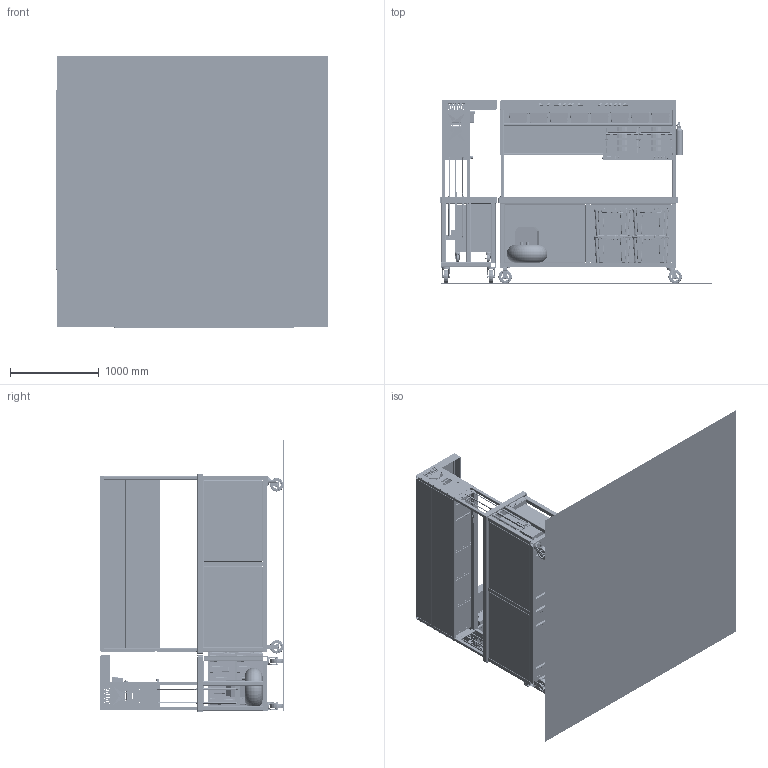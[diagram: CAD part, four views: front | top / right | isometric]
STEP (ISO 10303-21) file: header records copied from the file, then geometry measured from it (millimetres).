
FILE_DESCRIPTION(/* description */ ('SUPER PIT'),/* implementation_level */ '2;1');
FILE_NAME(/* name */ '5460-PIT-V2-A00-FINAL.stp',/* time_stamp */ '2018-05-12T16:27:18-04:00',/* author */ ('OWNER'),/* organization */ (''),/* preprocessor_version */ 'ST-DEVELOPER v16.5',/* originating_system */ 'Autodesk Inventor 2017',/* authorisation */ '');
FILE_SCHEMA (('AUTOMOTIVE_DESIGN { 1 0 10303 214 3 1 1 }'));
Products named in the file (147): 5460-PIT-V2-A00; PIT FLOOR; 5460-PIT-V2-A03; 5460-PIT-V2-A02; 5460-PIT-V2-D02; 5460-PIT-V2-F02; Skeleton0001; AISC HSS - (1 1/2x1 1/2x1/8) - 53.25; AISC HSS - (1 1/2x1 1/2x1/8) - 53.25_1; AISC HSS - (1 1/2x1 1/2x1/8) - 23.992; AISC HSS - (1 1/2x1 1/2x1/8) - 23.992_1; AISC HSS - (1 1/2x1 1/2x1/8) - 53.25_2; AISC HSS - (1 1/2x1 1/2x1/8) - 53.25_3; 1x1x.125; 1x1x.125_1; 1x1x.125_2; 1x1x.125_3; 1x1x.125_4; 1x1x.125_5; 1x1x.125_6; 1x1x.125_7; BINDER; 5460-PIT-V2-BC-A01; 5460-PIT-V2-BC-D01; 5460-PIT-V2-BC-D02; 2.03456.444_TOP; _2SS-TP; _2SS-R; _2SS-UR; _2SS-LR; _2.03456.444-FORK; _2.03456-A; _2LOPRO-NUT; _2.00003.4411 1_4 (C); _2.00003.4411 1_4 (T); _52008.43; _52008.48; 5460-PIT-V2-BC-D03; SW3dPS-Battery-12V; battery charger 2 ...
Assembly tree (313 placements, depth 5):
  5460-PIT-V2-A00
    PIT FLOOR
    5460-PIT-V2-A03
      5460-PIT-V2-A01
        5460-PIT-V2-D01
        5460-PIT-V2-F01
          5460-PIT-V2-F01_1
          AISC - 2 x 2 x 1/8 - 28
          AISC - 2 x 2 x 1/8 - 28_1
          AISC - 2 x 2 x 1/8 - 26
          AISC - 2 x 2 x 1/8 - 28_2
          AISC - 2 x 2 x 1/8 - 28_3
          AISC - 2 x 2 x 1/8 - 26_1
          AISC - 2 x 2 x 1/8 - 78
          AISC - 2 x 2 x 1/8 - 74
          AISC - 2 x 2 x 1/8 - 78_1
          AISC - 2 x 2 x 1/8 - 74_1
          AISC - 2 x 2 x 1/8 - 20
          AISC - 2 x 2 x 1/8 - 26_2
          AISC - 2 x 2 x 1/8 - 20_1
          AISC - 2 x 2 x 1/8 - 26_3
          AISC - 2 x 2 x 1/8 - 9
          AISC - 2 x 2 x 1/8 - 9_1
          AISC - 2 x 2 x 1/8 - 22
          AISC - 2 x 2 x 1/8 - 22_1
      5460-PIT-V2-A02
        5460-PIT-V2-D02
        5460-PIT-V2-F02
          Skeleton0001
          AISC HSS - (1 1/2x1 1/2x1/8) - 53.25
          AISC HSS - (1 1/2x1 1/2x1/8) - 53.25_1
          AISC HSS - (1 1/2x1 1/2x1/8) - 23.992
          AISC HSS - (1 1/2x1 1/2x1/8) - 23.992_1
          AISC HSS - (1 1/2x1 1/2x1/8) - 53.25_2
          AISC HSS - (1 1/2x1 1/2x1/8) - 53.25_3
          1x1x.125
          1x1x.125_1
          1x1x.125_2
          1x1x.125_3
          1x1x.125_4
          1x1x.125_5
          1x1x.125_6
          1x1x.125_7
      Stack-on 17 Comp. Red Bin  x16
      6 Qt. Storage Box in Green and Clear Plastic ASM  x8
        6 Qt. Storage Box in Green and Clear Plastic lid
        6 Qt. Storage Box in Green and Clear Plastic
      BINDER  x4
      5460-PIT-V2-D03
      5460-PIT-D13
      5460-PIT-V2-D05  x2
      4138T632_GAS SPRING  x4
      5460-PIT-V2-D06  x2
      5460-PIT-V2-D07  x4
      5460-PIT-V2-D08  x2
      5460-PIT-V2-D11
      19505T130  x2
      19505T230  x2
      5460-PIT-V2-BC-A01
        5460-PIT-V2-BC-D01  x2
Bounding box: 3067.05 x 2060.51 x 3067.05 mm (x, y, z)
Volume: 885042277.5 mm3; surface area: 101370004.6 mm2
Topology: 445 solids, 445 shells, 18489 faces, 46315 edges, 28774 vertices
Faces by surface type: plane 8738, cylinder 6330, sphere 1122, torus 1118, bspline 602, cone 579
Full cylindrical faces by diameter (mm): 2.383 x4, 2.388 x1, 2.489 x2, 2.532 x26, 2.54 x2, 2.758 x2, 2.794 x4, 3.098 x2, 3.302 x8, 3.81 x26, 3.962 x30, 4.366 x2, 4.496 x2, 4.57 x1, 4.762 x2, 4.763 x1, 4.978 x16, 5 x24, 5.105 x32, 6.35 x34, 7.805 x4, 8 x1, 8.433 x15, 9.144 x1, 9.49 x2, 9.525 x25, 9.906 x24, 9.91 x1, 10 x24, 10.1 x24
Entity records: 180910 total; most frequent: CARTESIAN_POINT 56849, DIRECTION 24750, ORIENTED_EDGE 24260, EDGE_CURVE 12129, AXIS2_PLACEMENT_3D 8655, VERTEX_POINT 7989, LINE 7440, VECTOR 7440
